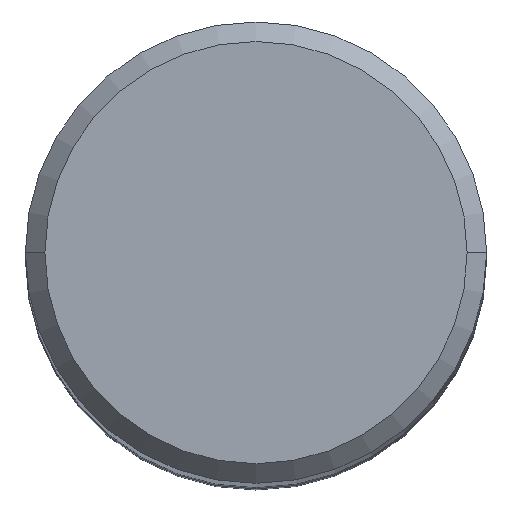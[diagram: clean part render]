
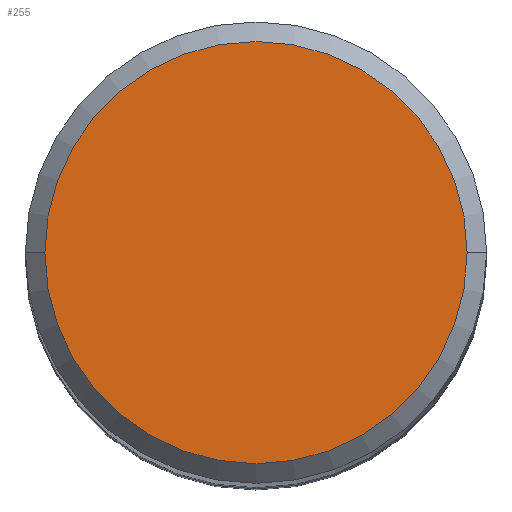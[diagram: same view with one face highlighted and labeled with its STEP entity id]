
A CAD part, top view. The second image highlights one B-rep face of the part: STEP entity #255.
In plain terms, the highlighted planar face has unit normal (0, 0, 1).
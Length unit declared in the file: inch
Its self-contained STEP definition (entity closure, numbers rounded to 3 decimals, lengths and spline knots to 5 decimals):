
#21 = CARTESIAN_POINT ( 'NONE',  ( 0.2162, 0., 0. ) ) ;
#26 = DIRECTION ( 'NONE',  ( 1., 0., 0. ) ) ;
#36 = DIRECTION ( 'NONE',  ( -1., 0., 0. ) ) ;
#78 = PLANE ( 'NONE',  #396 ) ;
#117 = DIRECTION ( 'NONE',  ( 0., 0., -1. ) ) ;
#145 = EDGE_CURVE ( 'NONE', #325, #281, #360, .T. ) ;
#189 = CARTESIAN_POINT ( 'NONE',  ( 0., 0., 0. ) ) ;
#205 = CIRCLE ( 'NONE', #477, 0.2162 ) ;
#226 = CARTESIAN_POINT ( 'NONE',  ( 0., 0., 0. ) ) ;
#233 = DIRECTION ( 'NONE',  ( 0., 0., 1. ) ) ;
#255 = ADVANCED_FACE ( 'NONE', ( #340 ), #78, .F. ) ;
#264 = DIRECTION ( 'NONE',  ( 1., 0., 0. ) ) ;
#281 = VERTEX_POINT ( 'NONE', #21 ) ;
#323 = EDGE_CURVE ( 'NONE', #281, #325, #205, .T. ) ;
#325 = VERTEX_POINT ( 'NONE', #349 ) ;
#340 = FACE_OUTER_BOUND ( 'NONE', #382, .T. ) ;
#349 = CARTESIAN_POINT ( 'NONE',  ( -0.2162, 0., 0. ) ) ;
#353 = AXIS2_PLACEMENT_3D ( 'NONE', #189, #233, #264 ) ;
#360 = CIRCLE ( 'NONE', #353, 0.2162 ) ;
#373 = DIRECTION ( 'NONE',  ( 0., 0., 1. ) ) ;
#382 = EDGE_LOOP ( 'NONE', ( #406, #484 ) ) ;
#396 = AXIS2_PLACEMENT_3D ( 'NONE', #452, #117, #36 ) ;
#406 = ORIENTED_EDGE ( 'NONE', *, *, #145, .T. ) ;
#452 = CARTESIAN_POINT ( 'NONE',  ( 0., 0.2162, 0. ) ) ;
#477 = AXIS2_PLACEMENT_3D ( 'NONE', #226, #373, #26 ) ;
#484 = ORIENTED_EDGE ( 'NONE', *, *, #323, .T. ) ;
